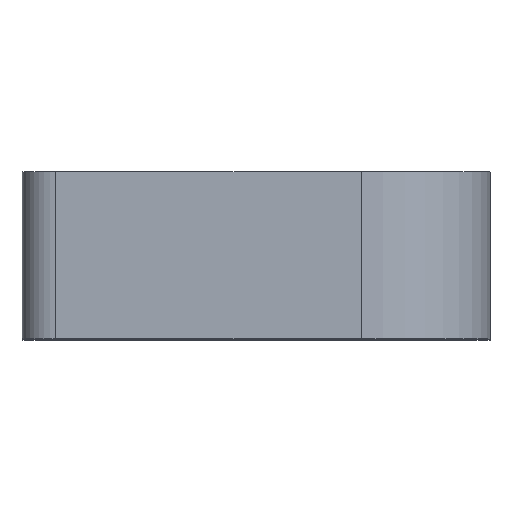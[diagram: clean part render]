
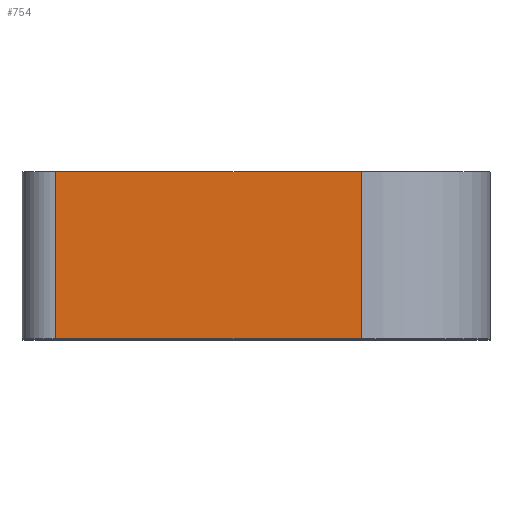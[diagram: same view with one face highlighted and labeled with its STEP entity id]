
A CAD part, top view. The second image highlights one B-rep face of the part: STEP entity #754.
In plain terms, the highlighted face is planar.
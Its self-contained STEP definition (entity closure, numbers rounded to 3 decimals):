
#256=ORIENTED_EDGE('',*,*,#329,.T.);
#257=ORIENTED_EDGE('',*,*,#392,.F.);
#258=ORIENTED_EDGE('',*,*,#335,.F.);
#259=ORIENTED_EDGE('',*,*,#393,.T.);
#329=EDGE_CURVE('',#434,#433,#492,.T.);
#335=EDGE_CURVE('',#439,#440,#496,.T.);
#392=EDGE_CURVE('',#440,#433,#540,.T.);
#393=EDGE_CURVE('',#439,#434,#541,.T.);
#433=VERTEX_POINT('',#1150);
#434=VERTEX_POINT('',#1152);
#439=VERTEX_POINT('',#1163);
#440=VERTEX_POINT('',#1165);
#492=LINE('',#1151,#568);
#496=LINE('',#1164,#572);
#540=LINE('',#1275,#616);
#541=LINE('',#1277,#617);
#568=VECTOR('',#916,1000.);
#572=VECTOR('',#926,1000.);
#616=VECTOR('',#1048,1000.);
#617=VECTOR('',#1051,1000.);
#652=EDGE_LOOP('',(#256,#257,#258,#259));
#692=FACE_BOUND('',#652,.T.);
#717=PLANE('',#839);
#754=ADVANCED_FACE('',(#692),#717,.F.);
#839=AXIS2_PLACEMENT_3D('',#1276,#1049,#1050);
#916=DIRECTION('',(1.,0.,0.));
#926=DIRECTION('',(1.,0.,0.));
#1048=DIRECTION('',(0.,0.,1.));
#1049=DIRECTION('',(0.,-1.,0.));
#1050=DIRECTION('',(1.,0.,0.));
#1051=DIRECTION('',(0.,0.,1.));
#1150=CARTESIAN_POINT('',(-1.923,13.,1.25));
#1151=CARTESIAN_POINT('',(-6.5,13.,1.25));
#1152=CARTESIAN_POINT('',(-6.5,13.,1.25));
#1163=CARTESIAN_POINT('',(-6.5,13.,-1.25));
#1164=CARTESIAN_POINT('',(-6.5,13.,-1.25));
#1165=CARTESIAN_POINT('',(-1.923,13.,-1.25));
#1275=CARTESIAN_POINT('',(-1.923,13.,-1.25));
#1276=CARTESIAN_POINT('',(-6.5,13.,-1.25));
#1277=CARTESIAN_POINT('',(-6.5,13.,-1.25));
